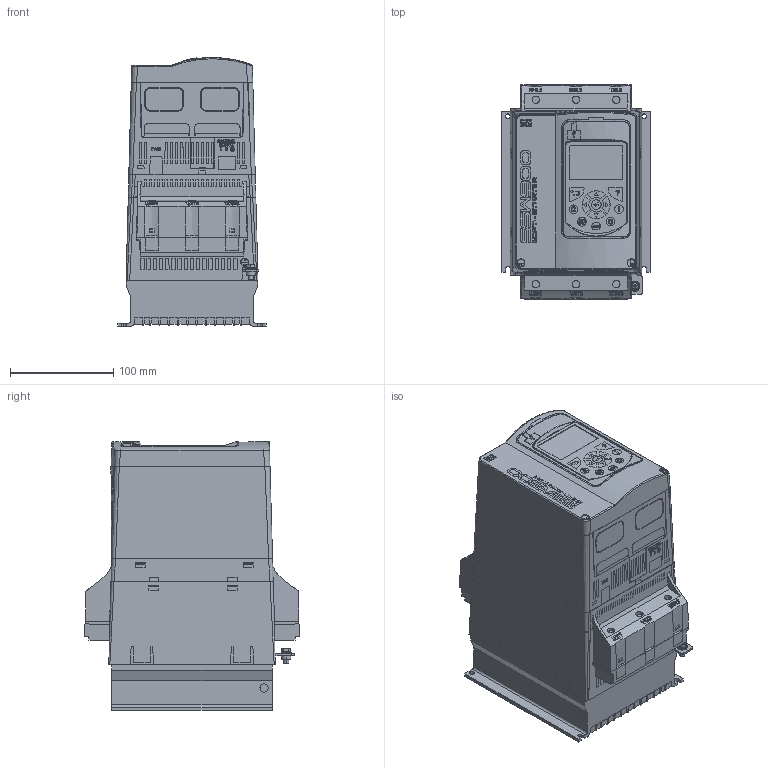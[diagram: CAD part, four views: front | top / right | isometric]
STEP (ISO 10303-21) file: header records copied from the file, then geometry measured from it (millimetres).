
FILE_DESCRIPTION (( 'STEP AP214' ), '1' );
FILE_NAME ('SSW900B0061T5E2B.STEP', '2024-09-11T13:06:43', ( '' ), ( '' ), 'SwSTEP 2.0', 'SolidWorks 2021', '' );
FILE_SCHEMA (( 'AUTOMOTIVE_DESIGN' ));
Length unit declared in the file: inch
Products named in the file (1): SSW900B0061T5E2B
Bounding box: 144 x 207.94 x 260.45 mm (x, y, z)
Volume: 5084634.5 mm3; surface area: 281938.2 mm2
Topology: 6 solids, 21 shells, 3794 faces, 10235 edges, 6772 vertices
Faces by surface type: plane 2929, bspline 518, cylinder 209, cone 138
Entity records: 147758 total; most frequent: CARTESIAN_POINT 56921, ORIENTED_EDGE 20468, DIRECTION 15606, EDGE_CURVE 10234, VECTOR 7910, LINE 7910, VERTEX_POINT 6772, EDGE_LOOP 4152
